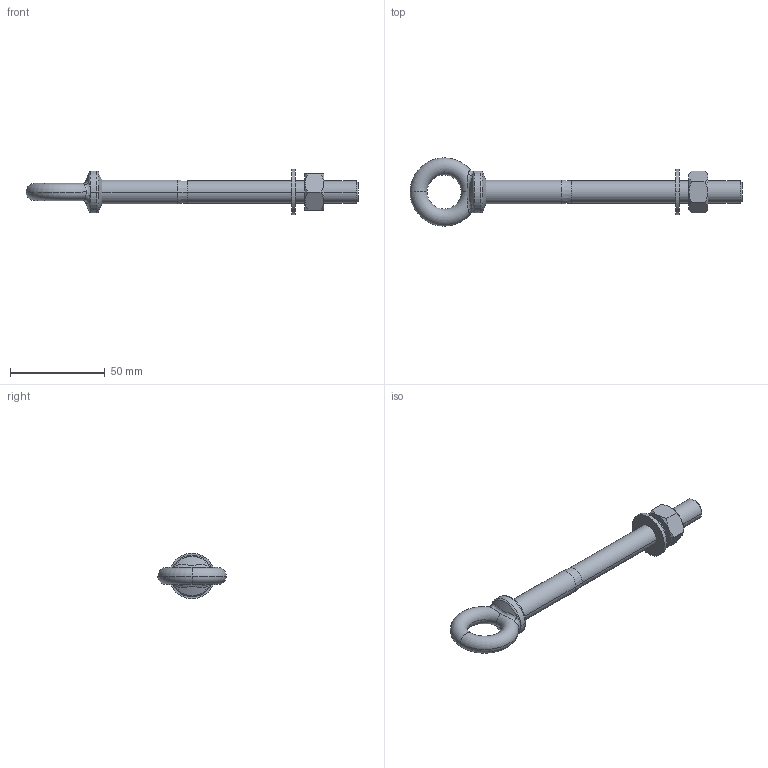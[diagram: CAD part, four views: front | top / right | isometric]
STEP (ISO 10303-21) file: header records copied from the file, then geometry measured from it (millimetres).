
FILE_DESCRIPTION (( 'STEP AP203' ), '1' );
FILE_NAME ('T42700.STEP', '2018-07-24T09:26:59', ( '' ), ( '' ), 'SwSTEP 2.0', 'SolidWorks 2016', '' );
FILE_SCHEMA (( 'CONFIG_CONTROL_DESIGN' ));
Length unit declared in the file: millimetre
Products named in the file (1): T42700
Bounding box: 175 x 36 x 24 mm (x, y, z)
Volume: 25527.8 mm3; surface area: 9691.6 mm2
Topology: 2 solids, 2 shells, 47 faces, 104 edges, 61 vertices
Faces by surface type: cylinder 12, plane 11, cone 10, torus 8, bspline 4, sphere 2
Entity records: 1995 total; most frequent: CARTESIAN_POINT 905, DIRECTION 216, ORIENTED_EDGE 208, EDGE_CURVE 104, AXIS2_PLACEMENT_3D 94, VERTEX_POINT 61, EDGE_LOOP 51, CIRCLE 50
